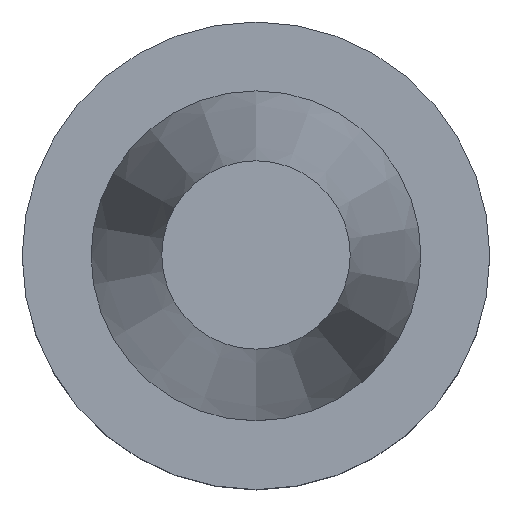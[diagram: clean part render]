
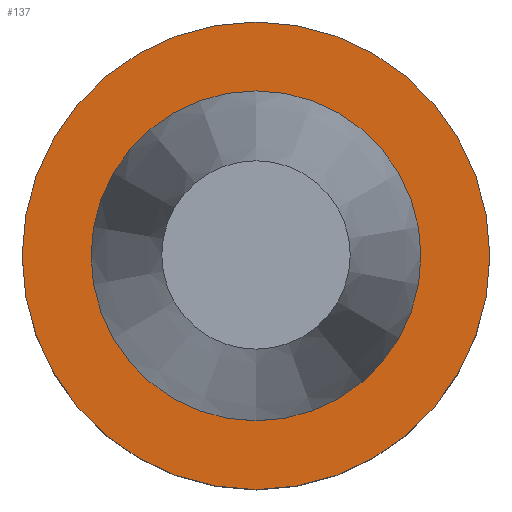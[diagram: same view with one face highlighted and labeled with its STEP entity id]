
A CAD part, top view. The second image highlights one B-rep face of the part: STEP entity #137.
In plain terms, the highlighted planar face has unit normal (0, 0, 1).
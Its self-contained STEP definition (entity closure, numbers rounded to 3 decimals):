
#90=EDGE_CURVE('Unnamed[1]',#222,#222,#223,.T.);
#112=EDGE_CURVE('Unnamed[1]',#256,#256,#257,.T.);
#137=ADVANCED_FACE('Unnamed[1]',(#295,#296),#297,.T.);
#222=VERTEX_POINT('',#403);
#223=CIRCLE('',#404,31.5);
#256=VERTEX_POINT('',#446);
#257=CIRCLE('',#447,22.225);
#295=FACE_OUTER_BOUND('',#494,.T.);
#296=FACE_BOUND('',#495,.T.);
#297=PLANE('',#496);
#403=CARTESIAN_POINT('',(0.,31.5,-1.));
#404=AXIS2_PLACEMENT_3D('',#601,#602,#603);
#446=CARTESIAN_POINT('',(0.,22.225,-1.));
#447=AXIS2_PLACEMENT_3D('',#639,#640,#641);
#494=EDGE_LOOP('',(#684));
#495=EDGE_LOOP('',(#685));
#496=AXIS2_PLACEMENT_3D('',#686,#687,#688);
#601=CARTESIAN_POINT('',(0.,0.,-1.));
#602=DIRECTION('',(0.,0.,-1.0));
#603=DIRECTION('',(0.,1.0,0.));
#639=CARTESIAN_POINT('',(0.,0.,-1.));
#640=DIRECTION('',(0.,0.,-1.0));
#641=DIRECTION('',(0.,1.0,0.));
#684=ORIENTED_EDGE('',*,*,#90,.F.);
#685=ORIENTED_EDGE('',*,*,#112,.T.);
#686=CARTESIAN_POINT('',(0.,26.862,-1.));
#687=DIRECTION('',(0.,0.,1.0));
#688=DIRECTION('',(0.,-1.0,0.));
